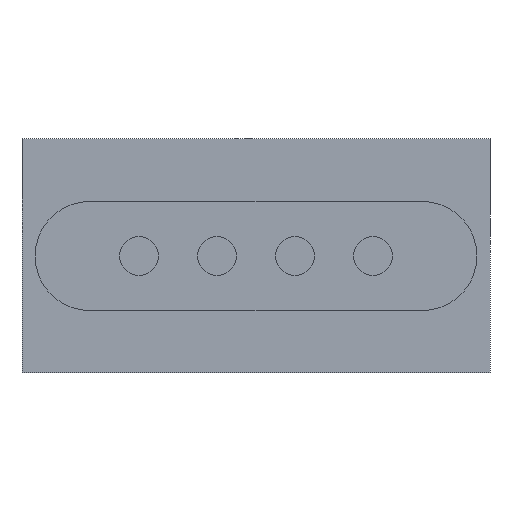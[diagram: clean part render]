
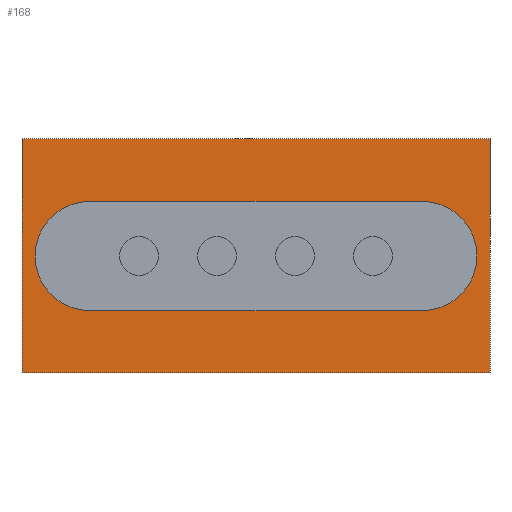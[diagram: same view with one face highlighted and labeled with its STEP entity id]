
A CAD part, front view. The second image highlights one B-rep face of the part: STEP entity #168.
In plain terms, the highlighted planar face has unit normal (0, -1, 0).
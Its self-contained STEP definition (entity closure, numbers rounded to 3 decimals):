
#54 = EDGE_CURVE ( 'NONE', #954, #2452, #192, .T. ) ;
#57 = ORIENTED_EDGE ( 'NONE', *, *, #809, .F. ) ;
#100 = CARTESIAN_POINT ( 'NONE',  ( 6., -0.3, -3. ) ) ;
#130 = EDGE_CURVE ( 'NONE', #1925, #2359, #2202, .T. ) ;
#168 = ADVANCED_FACE ( 'NONE', ( #567, #430 ), #548, .T. ) ;
#192 = LINE ( 'NONE', #851, #2327 ) ;
#198 = EDGE_CURVE ( 'NONE', #2452, #2675, #2062, .T. ) ;
#265 = VECTOR ( 'NONE', #272, 1000. ) ;
#272 = DIRECTION ( 'NONE',  ( -1., 0., 0. ) ) ;
#312 = DIRECTION ( 'NONE',  ( 0., 0., 1. ) ) ;
#324 = ORIENTED_EDGE ( 'NONE', *, *, #2057, .T. ) ;
#430 = FACE_OUTER_BOUND ( 'NONE', #2285, .T. ) ;
#490 = EDGE_CURVE ( 'NONE', #2675, #611, #2456, .T. ) ;
#502 = VECTOR ( 'NONE', #1037, 1000. ) ;
#516 = CARTESIAN_POINT ( 'NONE',  ( -4.265, -0.3, 1.4 ) ) ;
#539 = CARTESIAN_POINT ( 'NONE',  ( 0., -0.3, 0. ) ) ;
#548 = PLANE ( 'NONE',  #2384 ) ;
#567 = FACE_BOUND ( 'NONE', #569, .T. ) ;
#569 = EDGE_LOOP ( 'NONE', ( #57, #1826, #1405, #1565 ) ) ;
#582 = CARTESIAN_POINT ( 'NONE',  ( -6., -0.3, -3. ) ) ;
#611 = VERTEX_POINT ( 'NONE', #516 ) ;
#625 = CARTESIAN_POINT ( 'NONE',  ( 6., -0.3, -3. ) ) ;
#683 = AXIS2_PLACEMENT_3D ( 'NONE', #2482, #1239, #2717 ) ;
#770 = ORIENTED_EDGE ( 'NONE', *, *, #963, .T. ) ;
#809 = EDGE_CURVE ( 'NONE', #611, #954, #2289, .T. ) ;
#851 = CARTESIAN_POINT ( 'NONE',  ( -4.265, -0.3, -1.4 ) ) ;
#954 = VERTEX_POINT ( 'NONE', #966 ) ;
#963 = EDGE_CURVE ( 'NONE', #2543, #1925, #2031, .T. ) ;
#966 = CARTESIAN_POINT ( 'NONE',  ( -4.265, -0.3, -1.4 ) ) ;
#1037 = DIRECTION ( 'NONE',  ( 1., 0., 0. ) ) ;
#1120 = CARTESIAN_POINT ( 'NONE',  ( -6., -0.3, -3. ) ) ;
#1195 = DIRECTION ( 'NONE',  ( 0., -1., 0. ) ) ;
#1218 = CARTESIAN_POINT ( 'NONE',  ( 4.265, -0.3, -1.4 ) ) ;
#1239 = DIRECTION ( 'NONE',  ( 0., -1., 0. ) ) ;
#1288 = VERTEX_POINT ( 'NONE', #1537 ) ;
#1364 = CARTESIAN_POINT ( 'NONE',  ( -4.265, -0.3, 1.4 ) ) ;
#1375 = EDGE_CURVE ( 'NONE', #1288, #2543, #2053, .T. ) ;
#1405 = ORIENTED_EDGE ( 'NONE', *, *, #198, .F. ) ;
#1413 = DIRECTION ( 'NONE',  ( 0., 0., -1. ) ) ;
#1463 = DIRECTION ( 'NONE',  ( 1., 0., 0. ) ) ;
#1478 = VECTOR ( 'NONE', #1990, 1000. ) ;
#1537 = CARTESIAN_POINT ( 'NONE',  ( 6., -0.3, 3. ) ) ;
#1565 = ORIENTED_EDGE ( 'NONE', *, *, #54, .F. ) ;
#1592 = ORIENTED_EDGE ( 'NONE', *, *, #1375, .T. ) ;
#1826 = ORIENTED_EDGE ( 'NONE', *, *, #490, .F. ) ;
#1925 = VERTEX_POINT ( 'NONE', #1120 ) ;
#1928 = CARTESIAN_POINT ( 'NONE',  ( 6., -0.3, 3. ) ) ;
#1990 = DIRECTION ( 'NONE',  ( 0., 0., -1. ) ) ;
#2009 = DIRECTION ( 'NONE',  ( 0., -1., 0. ) ) ;
#2031 = LINE ( 'NONE', #2415, #1478 ) ;
#2053 = LINE ( 'NONE', #1928, #2477 ) ;
#2057 = EDGE_CURVE ( 'NONE', #2359, #1288, #2695, .T. ) ;
#2062 = CIRCLE ( 'NONE', #2241, 1.4 ) ;
#2141 = DIRECTION ( 'NONE',  ( -1., 0., 0. ) ) ;
#2202 = LINE ( 'NONE', #582, #502 ) ;
#2241 = AXIS2_PLACEMENT_3D ( 'NONE', #2447, #2009, #312 ) ;
#2285 = EDGE_LOOP ( 'NONE', ( #2451, #324, #1592, #770 ) ) ;
#2289 = CIRCLE ( 'NONE', #683, 1.4 ) ;
#2327 = VECTOR ( 'NONE', #1463, 1000. ) ;
#2359 = VERTEX_POINT ( 'NONE', #100 ) ;
#2384 = AXIS2_PLACEMENT_3D ( 'NONE', #539, #1195, #1413 ) ;
#2415 = CARTESIAN_POINT ( 'NONE',  ( -6., -0.3, 3. ) ) ;
#2447 = CARTESIAN_POINT ( 'NONE',  ( 4.265, -0.3, 0. ) ) ;
#2451 = ORIENTED_EDGE ( 'NONE', *, *, #130, .T. ) ;
#2452 = VERTEX_POINT ( 'NONE', #1218 ) ;
#2456 = LINE ( 'NONE', #1364, #265 ) ;
#2477 = VECTOR ( 'NONE', #2141, 1000. ) ;
#2482 = CARTESIAN_POINT ( 'NONE',  ( -4.265, -0.3, 0. ) ) ;
#2514 = CARTESIAN_POINT ( 'NONE',  ( -6., -0.3, 3. ) ) ;
#2519 = DIRECTION ( 'NONE',  ( 0., 0., 1. ) ) ;
#2543 = VERTEX_POINT ( 'NONE', #2514 ) ;
#2590 = CARTESIAN_POINT ( 'NONE',  ( 4.265, -0.3, 1.4 ) ) ;
#2630 = VECTOR ( 'NONE', #2519, 1000. ) ;
#2675 = VERTEX_POINT ( 'NONE', #2590 ) ;
#2695 = LINE ( 'NONE', #625, #2630 ) ;
#2717 = DIRECTION ( 'NONE',  ( 0., 0., -1. ) ) ;
